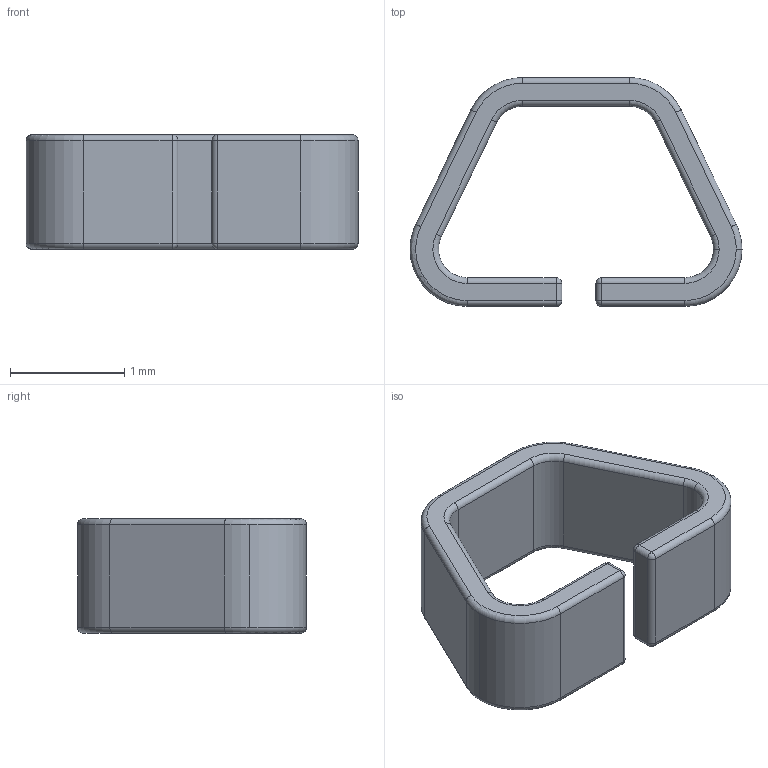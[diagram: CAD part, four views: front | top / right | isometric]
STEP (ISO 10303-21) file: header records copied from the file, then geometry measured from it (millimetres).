
FILE_DESCRIPTION (( 'STEP AP214' ), '1' );
FILE_NAME ('User Library-Test point Keystone smt 5015.STEP', '2013-07-04T08:46:04', ( 'Windows User' ), ( '' ), 'SwSTEP 2.0', 'SolidWorks 2013', '' );
FILE_SCHEMA (( 'AUTOMOTIVE_DESIGN' ));
Length unit declared in the file: millimetre
Products named in the file (1): User Library-Test point Keystone smt 5015
Bounding box: 2.9 x 2 x 1 mm (x, y, z)
Volume: 1.8 mm3; surface area: 17.6 mm2
Topology: 1 solids, 1 shells, 80 faces, 186 edges, 100 vertices
Faces by surface type: cylinder 38, torus 20, plane 14, sphere 8
Entity records: 2232 total; most frequent: DIRECTION 444, CARTESIAN_POINT 359, ORIENTED_EDGE 356, AXIS2_PLACEMENT_3D 185, EDGE_CURVE 178, CIRCLE 104, VERTEX_POINT 100, FACE_OUTER_BOUND 80
